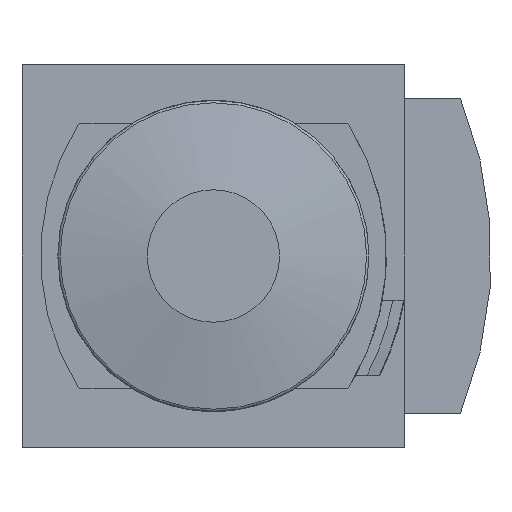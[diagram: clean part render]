
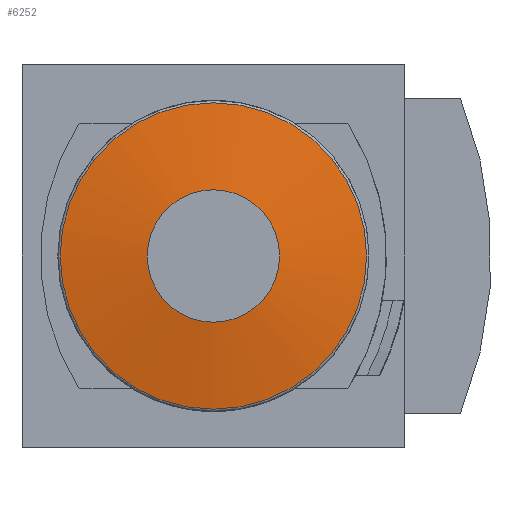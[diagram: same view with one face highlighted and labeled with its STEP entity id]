
A CAD part, front view. The second image highlights one B-rep face of the part: STEP entity #6252.
In plain terms, the highlighted spherical face has radius 108.76 mm.
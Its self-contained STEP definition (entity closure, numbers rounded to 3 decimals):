
#24=SPHERICAL_SURFACE('',#6619,108.76);
#1332=CIRCLE('',#6620,24.814);
#1333=CIRCLE('',#6621,10.724);
#2470=ORIENTED_EDGE('',*,*,#3278,.T.);
#2471=ORIENTED_EDGE('',*,*,#3279,.F.);
#3278=EDGE_CURVE('',#3749,#3749,#1332,.T.);
#3279=EDGE_CURVE('',#3750,#3750,#1333,.T.);
#3749=VERTEX_POINT('',#9242);
#3750=VERTEX_POINT('',#9244);
#4004=EDGE_LOOP('',(#2470));
#4005=EDGE_LOOP('',(#2471));
#4270=FACE_BOUND('',#4004,.T.);
#4271=FACE_BOUND('',#4005,.T.);
#6252=ADVANCED_FACE('',(#4270,#4271),#24,.T.);
#6619=AXIS2_PLACEMENT_3D('',#9240,#7799,#7800);
#6620=AXIS2_PLACEMENT_3D('',#9241,#7801,#7802);
#6621=AXIS2_PLACEMENT_3D('',#9243,#7803,#7804);
#7799=DIRECTION('',(0.,-1.,0.));
#7800=DIRECTION('',(1.,0.,0.));
#7801=DIRECTION('',(0.,-1.,0.));
#7802=DIRECTION('',(0.,0.,-1.));
#7803=DIRECTION('',(0.,-1.,0.));
#7804=DIRECTION('',(0.,0.,-1.));
#9240=CARTESIAN_POINT('',(0.,-47.77,0.));
#9241=CARTESIAN_POINT('',(0.,-153.661,0.));
#9242=CARTESIAN_POINT('',(0.,-153.661,-24.814));
#9243=CARTESIAN_POINT('',(0.,-156.,0.));
#9244=CARTESIAN_POINT('',(0.,-156.,-10.724));
